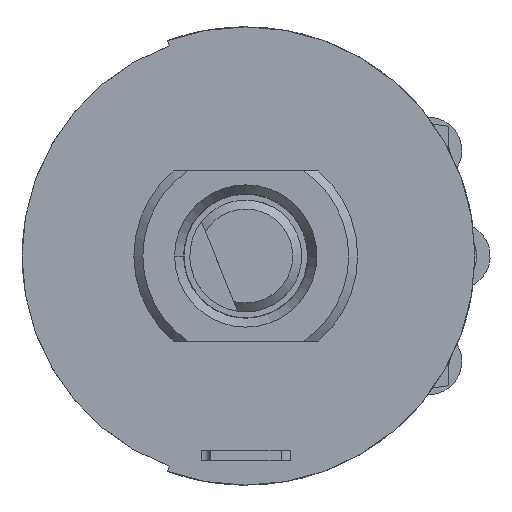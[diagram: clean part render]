
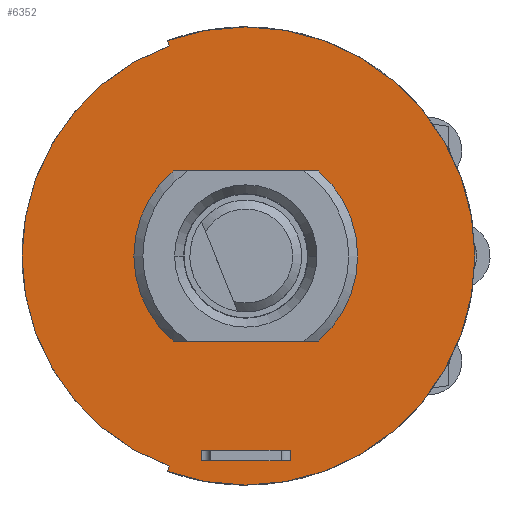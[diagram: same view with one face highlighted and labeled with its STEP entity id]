
A CAD part, front view. The second image highlights one B-rep face of the part: STEP entity #6352.
In plain terms, the highlighted planar face has unit normal (0, -1, 0).
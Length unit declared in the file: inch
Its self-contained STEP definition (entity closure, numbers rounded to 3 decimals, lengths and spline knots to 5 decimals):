
#1748=CARTESIAN_POINT('',(0.,-0.091,0.));
#1749=DIRECTION('',(0.,-1.,0.));
#1750=DIRECTION('',(-0.342,0.,0.94));
#1751=AXIS2_PLACEMENT_3D('',#1748,#1749,#1750);
#1753=DIRECTION('',(0.342,0.,-0.94));
#1754=VECTOR('',#1753,0.006);
#1755=CARTESIAN_POINT('',(-0.08756,-0.091,0.24056));
#1756=LINE('',#1755,#1754);
#1757=CARTESIAN_POINT('',(0.,-0.091,0.));
#1758=DIRECTION('',(0.,-1.,0.));
#1759=DIRECTION('',(-0.342,0.,-0.94));
#1760=AXIS2_PLACEMENT_3D('',#1757,#1758,#1759);
#1762=DIRECTION('',(-0.342,0.,-0.94));
#1763=VECTOR('',#1762,0.006);
#1764=CARTESIAN_POINT('',(-0.08551,-0.091,-0.23492));
#1765=LINE('',#1764,#1763);
#1766=DIRECTION('',(0.,0.,-1.));
#1767=VECTOR('',#1766,0.012);
#1768=CARTESIAN_POINT('',(-0.0495,-0.091,-0.217));
#1769=LINE('',#1768,#1767);
#1770=DIRECTION('',(0.,0.,1.));
#1771=VECTOR('',#1770,0.012);
#1772=CARTESIAN_POINT('',(0.0495,-0.091,-0.229));
#1773=LINE('',#1772,#1771);
#1774=DIRECTION('',(1.,0.,0.));
#1775=VECTOR('',#1774,0.0339);
#1776=CARTESIAN_POINT('',(-0.01695,-0.091,0.095));
#1777=LINE('',#1776,#1775);
#1778=CARTESIAN_POINT('',(0.,-0.091,0.));
#1779=DIRECTION('',(0.,1.,0.));
#1780=DIRECTION('',(-0.176,0.,-0.984));
#1781=AXIS2_PLACEMENT_3D('',#1778,#1779,#1780);
#1783=DIRECTION('',(-1.,0.,0.));
#1784=VECTOR('',#1783,0.0339);
#1785=CARTESIAN_POINT('',(0.01695,-0.091,-0.095));
#1786=LINE('',#1785,#1784);
#1787=CARTESIAN_POINT('',(0.,-0.091,0.));
#1788=DIRECTION('',(0.,1.,0.));
#1789=DIRECTION('',(0.176,0.,0.984));
#1790=AXIS2_PLACEMENT_3D('',#1787,#1788,#1789);
#1802=DIRECTION('',(1.,0.,0.));
#1803=VECTOR('',#1802,0.099);
#1804=CARTESIAN_POINT('',(-0.0495,-0.091,-0.217));
#1805=LINE('',#1804,#1803);
#1820=DIRECTION('',(-1.,0.,0.));
#1821=VECTOR('',#1820,0.099);
#1822=CARTESIAN_POINT('',(0.0495,-0.091,-0.229));
#1823=LINE('',#1822,#1821);
#3391=CARTESIAN_POINT('',(-0.08551,-0.091,0.23492));
#3392=CARTESIAN_POINT('',(-0.08551,-0.091,-0.23492));
#3393=VERTEX_POINT('',#3391);
#3394=VERTEX_POINT('',#3392);
#3395=CARTESIAN_POINT('',(-0.08756,-0.091,-0.24056));
#3396=VERTEX_POINT('',#3395);
#3397=CARTESIAN_POINT('',(-0.08756,-0.091,0.24056));
#3398=VERTEX_POINT('',#3397);
#3431=CARTESIAN_POINT('',(-0.0495,-0.091,-0.217));
#3432=CARTESIAN_POINT('',(-0.0495,-0.091,-0.229));
#3433=VERTEX_POINT('',#3431);
#3434=VERTEX_POINT('',#3432);
#3439=CARTESIAN_POINT('',(0.0495,-0.091,-0.229));
#3440=CARTESIAN_POINT('',(0.0495,-0.091,-0.217));
#3441=VERTEX_POINT('',#3439);
#3442=VERTEX_POINT('',#3440);
#3479=CARTESIAN_POINT('',(-0.01695,-0.091,-0.095));
#3480=VERTEX_POINT('',#3479);
#3481=CARTESIAN_POINT('',(0.01695,-0.091,-0.095));
#3482=VERTEX_POINT('',#3481);
#3487=CARTESIAN_POINT('',(-0.01695,-0.091,0.095));
#3488=VERTEX_POINT('',#3487);
#3489=CARTESIAN_POINT('',(0.01695,-0.091,0.095));
#3490=VERTEX_POINT('',#3489);
#6321=CARTESIAN_POINT('',(0.,-0.091,0.));
#6322=DIRECTION('',(0.,-1.,0.));
#6323=DIRECTION('',(0.,0.,-1.));
#6324=AXIS2_PLACEMENT_3D('',#6321,#6322,#6323);
#6325=PLANE('',#6324);
#6326=ORIENTED_EDGE('',*,*,#6301,.F.);
#6327=ORIENTED_EDGE('',*,*,#6315,.F.);
#6328=ORIENTED_EDGE('',*,*,#6270,.F.);
#6329=ORIENTED_EDGE('',*,*,#6286,.F.);
#6330=EDGE_LOOP('',(#6326,#6327,#6328,#6329));
#6331=FACE_OUTER_BOUND('',#6330,.F.);
#6333=ORIENTED_EDGE('',*,*,#6332,.T.);
#6335=ORIENTED_EDGE('',*,*,#6334,.F.);
#6337=ORIENTED_EDGE('',*,*,#6336,.T.);
#6339=ORIENTED_EDGE('',*,*,#6338,.F.);
#6340=EDGE_LOOP('',(#6333,#6335,#6337,#6339));
#6341=FACE_BOUND('',#6340,.F.);
#6343=ORIENTED_EDGE('',*,*,#6342,.F.);
#6345=ORIENTED_EDGE('',*,*,#6344,.F.);
#6347=ORIENTED_EDGE('',*,*,#6346,.F.);
#6349=ORIENTED_EDGE('',*,*,#6348,.F.);
#6350=EDGE_LOOP('',(#6343,#6345,#6347,#6349));
#6351=FACE_BOUND('',#6350,.F.);
#6352=ADVANCED_FACE('',(#6331,#6341,#6351),#6325,.T.);
#1752=CIRCLE('',#1751,0.25);
#1761=CIRCLE('',#1760,0.256);
#1782=CIRCLE('',#1781,0.0965);
#1791=CIRCLE('',#1790,0.0965);
#6270=EDGE_CURVE('',#3396,#3398,#1761,.T.);
#6286=EDGE_CURVE('',#3394,#3396,#1765,.T.);
#6301=EDGE_CURVE('',#3393,#3394,#1752,.T.);
#6315=EDGE_CURVE('',#3398,#3393,#1756,.T.);
#6332=EDGE_CURVE('',#3433,#3434,#1769,.T.);
#6334=EDGE_CURVE('',#3441,#3434,#1823,.T.);
#6336=EDGE_CURVE('',#3441,#3442,#1773,.T.);
#6338=EDGE_CURVE('',#3433,#3442,#1805,.T.);
#6342=EDGE_CURVE('',#3488,#3490,#1777,.T.);
#6344=EDGE_CURVE('',#3480,#3488,#1782,.T.);
#6346=EDGE_CURVE('',#3482,#3480,#1786,.T.);
#6348=EDGE_CURVE('',#3490,#3482,#1791,.T.);
